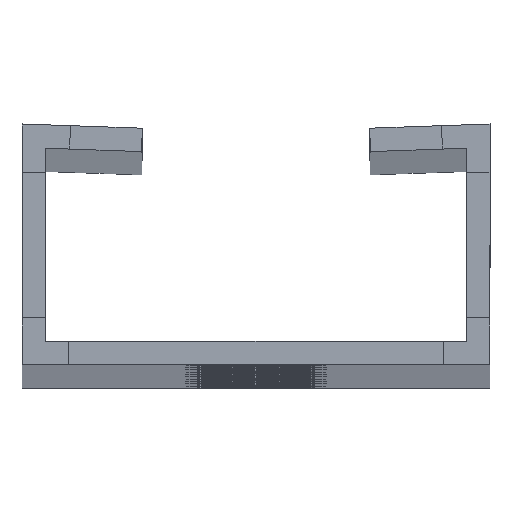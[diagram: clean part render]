
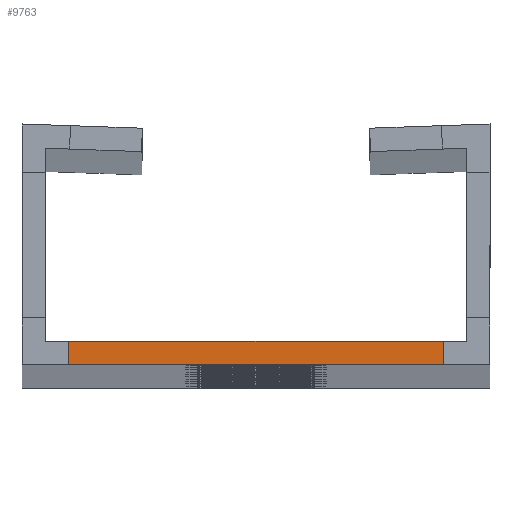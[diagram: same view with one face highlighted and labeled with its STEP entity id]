
A CAD part, top view. The second image highlights one B-rep face of the part: STEP entity #9763.
In plain terms, the highlighted planar face has unit normal (0, 0, 1).
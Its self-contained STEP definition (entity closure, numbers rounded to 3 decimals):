
#235 = LINE ( 'NONE', #3746, #6405 ) ;
#392 = EDGE_LOOP ( 'NONE', ( #7259, #4440, #1879, #1398 ) ) ;
#1130 = PLANE ( 'NONE',  #1800 ) ;
#1398 = ORIENTED_EDGE ( 'NONE', *, *, #8062, .T. ) ;
#1800 = AXIS2_PLACEMENT_3D ( 'NONE', #6552, #4243, #9656 ) ;
#1873 = LINE ( 'NONE', #4402, #7618 ) ;
#1879 = ORIENTED_EDGE ( 'NONE', *, *, #2464, .T. ) ;
#2464 = EDGE_CURVE ( 'NONE', #8776, #3395, #6228, .T. ) ;
#2685 = DIRECTION ( 'NONE',  ( -1., 0., 0. ) ) ;
#2777 = CARTESIAN_POINT ( 'NONE',  ( -14., 1.75, 1000. ) ) ;
#3083 = CARTESIAN_POINT ( 'NONE',  ( 14., 0., 1000. ) ) ;
#3395 = VERTEX_POINT ( 'NONE', #2777 ) ;
#3746 = CARTESIAN_POINT ( 'NONE',  ( -14., 1.75, 1000. ) ) ;
#4243 = DIRECTION ( 'NONE',  ( 0., 0., 1. ) ) ;
#4388 = CARTESIAN_POINT ( 'NONE',  ( -14., 0., 1000. ) ) ;
#4402 = CARTESIAN_POINT ( 'NONE',  ( 14., 0., 1000. ) ) ;
#4440 = ORIENTED_EDGE ( 'NONE', *, *, #9305, .T. ) ;
#4578 = CARTESIAN_POINT ( 'NONE',  ( 14., 1.75, 1000. ) ) ;
#5147 = VECTOR ( 'NONE', #2685, 1000. ) ;
#5245 = VERTEX_POINT ( 'NONE', #4388 ) ;
#5788 = CARTESIAN_POINT ( 'NONE',  ( -17.5, 0., 1000. ) ) ;
#6000 = VERTEX_POINT ( 'NONE', #3083 ) ;
#6228 = LINE ( 'NONE', #8213, #9850 ) ;
#6405 = VECTOR ( 'NONE', #9158, 1000. ) ;
#6552 = CARTESIAN_POINT ( 'NONE',  ( 15.75, 3.5, 1000. ) ) ;
#7233 = LINE ( 'NONE', #5788, #5147 ) ;
#7259 = ORIENTED_EDGE ( 'NONE', *, *, #9787, .F. ) ;
#7484 = DIRECTION ( 'NONE',  ( -1., 0., 0. ) ) ;
#7618 = VECTOR ( 'NONE', #8311, 1000. ) ;
#7722 = FACE_OUTER_BOUND ( 'NONE', #392, .T. ) ;
#8062 = EDGE_CURVE ( 'NONE', #3395, #5245, #235, .T. ) ;
#8213 = CARTESIAN_POINT ( 'NONE',  ( -17.5, 1.75, 1000. ) ) ;
#8311 = DIRECTION ( 'NONE',  ( 0., 1., 0. ) ) ;
#8776 = VERTEX_POINT ( 'NONE', #4578 ) ;
#9158 = DIRECTION ( 'NONE',  ( 0., -1., 0. ) ) ;
#9305 = EDGE_CURVE ( 'NONE', #6000, #8776, #1873, .T. ) ;
#9656 = DIRECTION ( 'NONE',  ( 1., 0., 0. ) ) ;
#9763 = ADVANCED_FACE ( 'NONE', ( #7722 ), #1130, .T. ) ;
#9787 = EDGE_CURVE ( 'NONE', #6000, #5245, #7233, .T. ) ;
#9850 = VECTOR ( 'NONE', #7484, 1000. ) ;
